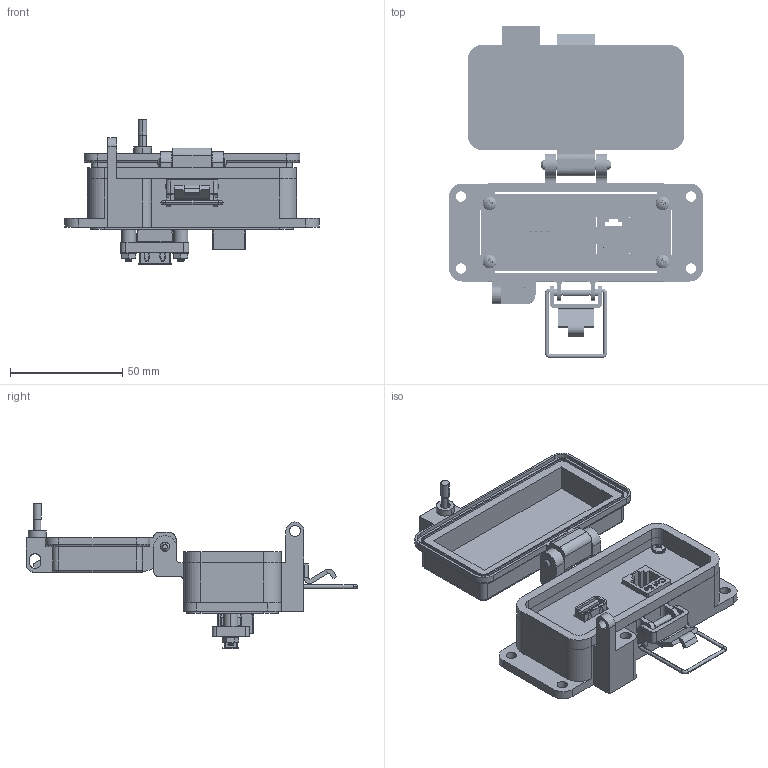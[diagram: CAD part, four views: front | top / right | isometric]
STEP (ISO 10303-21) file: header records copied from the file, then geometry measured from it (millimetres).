
FILE_DESCRIPTION (( 'STEP AP203' ), '1' );
FILE_NAME ('P-P22R2-F2RX_3D.STEP', '2021-10-26T20:55:55', ( '' ), ( '' ), 'SwSTEP 2.0', 'SolidWorks 2019', '' );
FILE_SCHEMA (( 'CONFIG_CONTROL_DESIGN' ));
Length unit declared in the file: millimetre
Products named in the file (16): P-P22R2-F2RX_3D; Z-H-F2_B; Z-300-RJ45CAT5; 92005A124_METRIC PAN HEAD PHILLIPS MACHINE SCREW_92005A124; P-P22R2-F2RX_FP060_1; P-P22R2-F2RX_TP060_2; -F2; P22; P-P22R2-F2RX_TP180_1; P-P22R2-F2RX_BP180_1; Z-001-SPR_3_4; Z-002-4401_4HN_90675A005; Z-000-44011_4FH_90273A117; Z-300-USB-A-FF; Z-000-4243316TFP; R2
Assembly tree (23 placements, depth 3):
  P-P22R2-F2RX_3D
    P-P22R2-F2RX_BP180_1
    P-P22R2-F2RX_TP060_2
    Z-000-4243316TFP  x3
    P22
      Z-300-USB-A-FF
    P-P22R2-F2RX_TP180_1
    Z-000-44011_4FH_90273A117  x2
    Z-001-SPR_3_4  x2
    Z-002-4401_4HN_90675A005  x2
    P-P22R2-F2RX_FP060_1
    R2
      Z-300-RJ45CAT5
    -F2
      Z-H-F2_B
    92005A124_METRIC PAN HEAD PHILLIPS MACHINE SCREW_92005A124  x4
Bounding box: 113 x 147.61 x 64.54 mm (x, y, z)
Volume: 92128.3 mm3; surface area: 73122.2 mm2
Topology: 29 solids, 29 shells, 2816 faces, 7941 edges, 5236 vertices
Faces by surface type: cylinder 1361, plane 986, bspline 272, cone 153, sphere 24, torus 20
Entity records: 75002 total; most frequent: CARTESIAN_POINT 29103, ORIENTED_EDGE 10210, DIRECTION 7810, EDGE_CURVE 5105, VERTEX_POINT 3369, LINE 3004, VECTOR 3004, AXIS2_PLACEMENT_3D 2403
